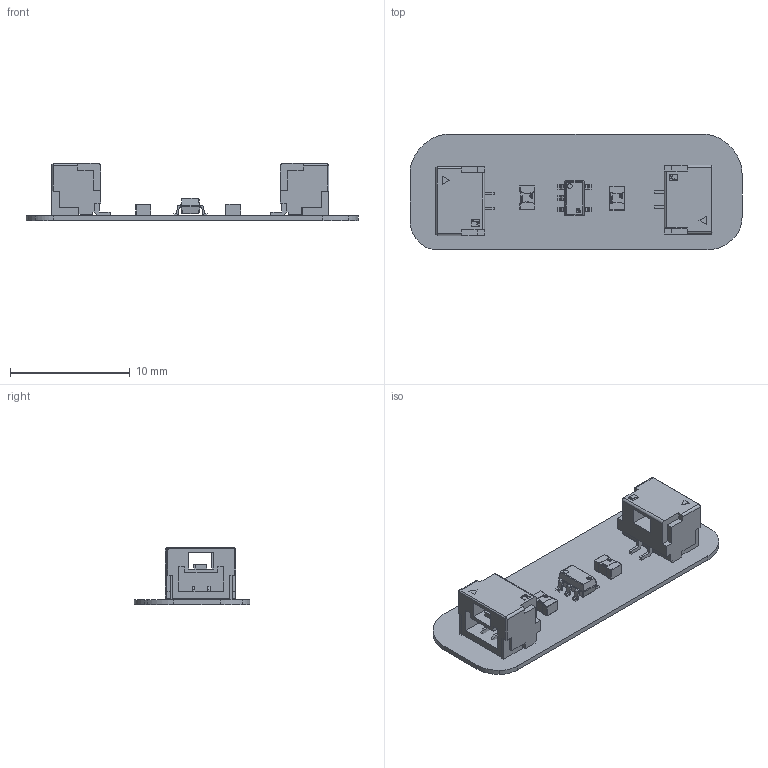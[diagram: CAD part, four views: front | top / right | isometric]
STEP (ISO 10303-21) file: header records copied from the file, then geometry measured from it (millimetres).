
FILE_DESCRIPTION(('Open CASCADE Model'),'2;1');
FILE_NAME('Open CASCADE Shape Model','2025-02-20T23:13:05',('Author'),( 'Open CASCADE'),'Open CASCADE STEP processor 7.5','Open CASCADE 7.5' ,'Unknown');
FILE_SCHEMA(('AUTOMOTIVE_DESIGN { 1 0 10303 214 1 1 1 1 }'));
Length unit declared in the file: millimetre
Products named in the file (27): PCB; Board; Open CASCADE STEP translator 7.5 4.1.1; U1; IC_Microchip_MIC7300YM5-TR_eec; IC_BODY; IC_LEG; circle; IC_LEG_MIR1; Microchip logo; J2; Conn_JST_SM02B-GHS-TB_LF_SN_eec; 1; 2; 3; SM02B-GHS-TB; 5; JST Logo adjustable; J1; C2; Cap_Yageo_CC0805KKX7R7BB105_eec; Assem1; body; Pin; logo; C1
Assembly tree (31 placements, depth 5):
  PCB
    Board
      Open CASCADE STEP translator 7.5 4.1.1
    U1
      IC_Microchip_MIC7300YM5-TR_eec
        IC_BODY
        IC_LEG  x3
        circle
        IC_LEG_MIR1  x2
        Microchip logo
    J2
      Conn_JST_SM02B-GHS-TB_LF_SN_eec
        1
          1
          2
          3
          SM02B-GHS-TB
          5
          JST Logo adjustable
    J1
      Conn_JST_SM02B-GHS-TB_LF_SN_eec
        1
          1
          2
          3
          SM02B-GHS-TB
          5
          JST Logo adjustable
    C2
      Cap_Yageo_CC0805KKX7R7BB105_eec
        Assem1
          body
          Pin
          logo
    C1
      Cap_Yageo_CC0805KKX7R7BB105_eec
        Assem1
          body
          Pin
          logo
Bounding box: 27.69 x 9.65 x 4.76 mm (x, y, z)
Volume: 248.1 mm3; surface area: 1020.3 mm2
Topology: 63 solids, 63 shells, 853 faces, 2095 edges, 1356 vertices
Faces by surface type: plane 615, cylinder 126, bspline 74, sphere 22, torus 12, cone 4
Full cylindrical faces by diameter (mm): 0.4 x1
Entity records: 16573 total; most frequent: CARTESIAN_POINT 4789, ORIENTED_EDGE 2220, DIRECTION 2078, EDGE_CURVE 1110, LINE 864, VECTOR 864, VERTEX_POINT 722, AXIS2_PLACEMENT_3D 607
